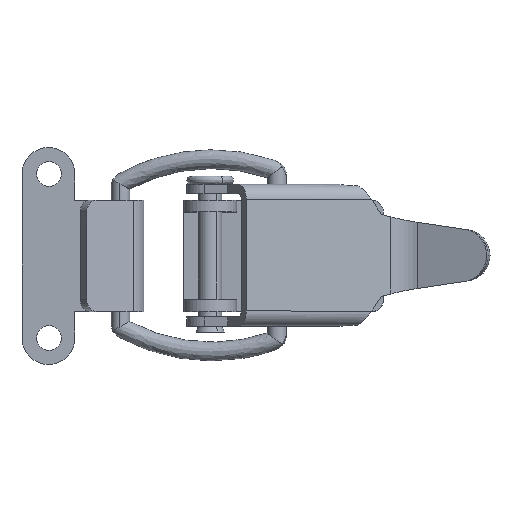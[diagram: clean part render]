
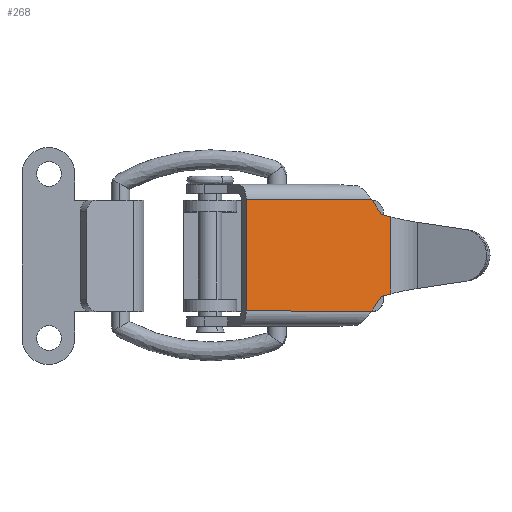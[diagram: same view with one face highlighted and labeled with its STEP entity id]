
A CAD part, top view. The second image highlights one B-rep face of the part: STEP entity #268.
In plain terms, the highlighted face is planar.
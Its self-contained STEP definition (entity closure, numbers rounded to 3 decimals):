
#268=ADVANCED_FACE('',(#1142),#1141,.F.);
#1141=PLANE('',#1965);
#1142=FACE_OUTER_BOUND('',#1966,.T.);
#1962=CARTESIAN_POINT('',(15.896,-5.7,0.));
#1963=DIRECTION('',(0.,0.,-1.));
#1964=DIRECTION('',(-1.,0.,0.));
#1965=AXIS2_PLACEMENT_3D('',#1962,#1963,#1964);
#1966=EDGE_LOOP('',(#2694,#2695,#2696,#2697,#2698,#2699,#2700,#2701,#2702));
#2694=ORIENTED_EDGE('',*,*,#3104,.F.);
#2695=ORIENTED_EDGE('',*,*,#3105,.T.);
#2696=ORIENTED_EDGE('',*,*,#3099,.F.);
#2697=ORIENTED_EDGE('',*,*,#3106,.T.);
#2698=ORIENTED_EDGE('',*,*,#3107,.F.);
#2699=ORIENTED_EDGE('',*,*,#3108,.F.);
#2700=ORIENTED_EDGE('',*,*,#3109,.F.);
#2701=ORIENTED_EDGE('',*,*,#3110,.T.);
#2702=ORIENTED_EDGE('',*,*,#3080,.F.);
#3080=EDGE_CURVE('',#4753,#4760,#4761,.T.);
#3099=EDGE_CURVE('',#4890,#4891,#4892,.T.);
#3104=EDGE_CURVE('',#4922,#4753,#4923,.T.);
#3105=EDGE_CURVE('',#4922,#4891,#4929,.T.);
#3106=EDGE_CURVE('',#4890,#4935,#4936,.T.);
#3107=EDGE_CURVE('',#4942,#4935,#4943,.T.);
#3108=EDGE_CURVE('',#4949,#4942,#4950,.T.);
#3109=EDGE_CURVE('',#4956,#4949,#4957,.T.);
#3110=EDGE_CURVE('',#4956,#4760,#4963,.T.);
#4753=VERTEX_POINT('',#6282);
#4760=VERTEX_POINT('',#6286);
#4761=LINE('',#6287,#6288);
#4890=VERTEX_POINT('',#6369);
#4891=VERTEX_POINT('',#6370);
#4892=LINE('',#6371,#6372);
#4922=VERTEX_POINT('',#6389);
#4923=LINE('',#6390,#6391);
#4929=LINE('',#6393,#6394);
#4935=VERTEX_POINT('',#6396);
#4936=LINE('',#6397,#6398);
#4942=VERTEX_POINT('',#6400);
#4943=LINE('',#6401,#6402);
#4949=VERTEX_POINT('',#6404);
#4950=LINE('',#6405,#6406);
#4956=VERTEX_POINT('',#6408);
#4957=LINE('',#6409,#6410);
#4963=LINE('',#6412,#6413);
#6282=CARTESIAN_POINT('',(13.5,3.5,0.));
#6286=CARTESIAN_POINT('',(14.451,3.284,0.));
#6287=CARTESIAN_POINT('',(13.5,3.5,0.));
#6288=VECTOR('',#6289,0.975);
#6289=DIRECTION('',(0.975,-0.222,0.));
#6369=CARTESIAN_POINT('',(0.,-4.75,0.));
#6370=CARTESIAN_POINT('',(0.,4.75,0.));
#6371=CARTESIAN_POINT('',(0.,-4.75,0.));
#6372=VECTOR('',#6373,9.5);
#6373=DIRECTION('',(0.,1.,0.));
#6389=CARTESIAN_POINT('',(12.52,4.75,0.));
#6390=CARTESIAN_POINT('',(12.52,4.75,0.));
#6391=VECTOR('',#6392,1.589);
#6392=DIRECTION('',(0.617,-0.787,0.));
#6393=CARTESIAN_POINT('',(12.52,4.75,0.));
#6394=VECTOR('',#6395,12.52);
#6395=DIRECTION('',(-1.,0.,0.));
#6396=CARTESIAN_POINT('',(12.52,-4.75,0.));
#6397=CARTESIAN_POINT('',(0.,-4.75,0.));
#6398=VECTOR('',#6399,12.52);
#6399=DIRECTION('',(1.,0.,0.));
#6400=CARTESIAN_POINT('',(13.5,-3.5,0.));
#6401=CARTESIAN_POINT('',(13.5,-3.5,0.));
#6402=VECTOR('',#6403,1.589);
#6403=DIRECTION('',(-0.617,-0.787,0.));
#6404=CARTESIAN_POINT('',(13.543,-3.5,0.));
#6405=CARTESIAN_POINT('',(13.543,-3.5,0.));
#6406=VECTOR('',#6407,0.043);
#6407=DIRECTION('',(-1.,0.,0.));
#6408=CARTESIAN_POINT('',(14.451,-3.292,0.));
#6409=CARTESIAN_POINT('',(14.451,-3.292,0.));
#6410=VECTOR('',#6411,0.931);
#6411=DIRECTION('',(-0.975,-0.223,0.));
#6412=CARTESIAN_POINT('',(14.451,-3.292,0.));
#6413=VECTOR('',#6414,6.576);
#6414=DIRECTION('',(0.,1.,0.));
